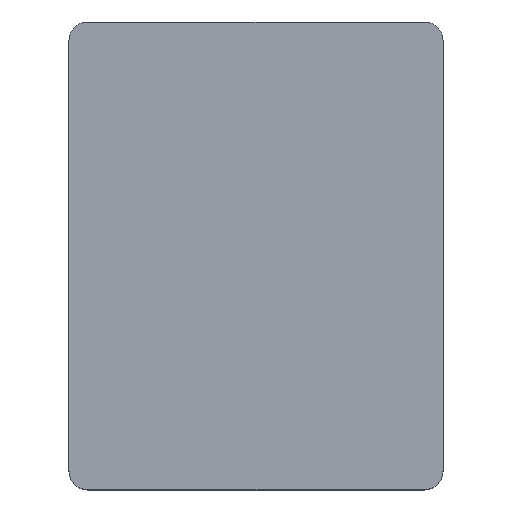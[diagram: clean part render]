
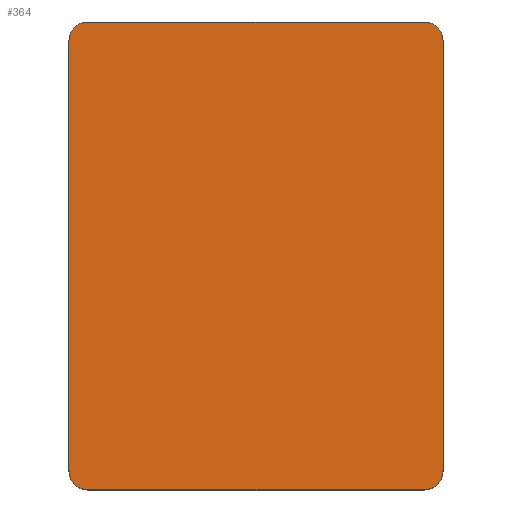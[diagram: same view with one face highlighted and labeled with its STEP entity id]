
A CAD part, top view. The second image highlights one B-rep face of the part: STEP entity #364.
In plain terms, the highlighted planar face has unit normal (0, 0, 1).
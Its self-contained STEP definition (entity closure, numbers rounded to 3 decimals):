
#27=CIRCLE('',#386,0.08);
#28=CIRCLE('',#387,0.08);
#29=CIRCLE('',#388,0.08);
#30=CIRCLE('',#389,0.08);
#63=ORIENTED_EDGE('',*,*,#123,.T.);
#64=ORIENTED_EDGE('',*,*,#132,.T.);
#65=ORIENTED_EDGE('',*,*,#125,.T.);
#66=ORIENTED_EDGE('',*,*,#133,.T.);
#67=ORIENTED_EDGE('',*,*,#111,.T.);
#68=ORIENTED_EDGE('',*,*,#134,.T.);
#69=ORIENTED_EDGE('',*,*,#115,.T.);
#70=ORIENTED_EDGE('',*,*,#135,.T.);
#111=EDGE_CURVE('',#147,#148,#169,.T.);
#115=EDGE_CURVE('',#151,#152,#173,.T.);
#123=EDGE_CURVE('',#158,#157,#181,.T.);
#125=EDGE_CURVE('',#159,#160,#183,.T.);
#132=EDGE_CURVE('',#157,#159,#27,.T.);
#133=EDGE_CURVE('',#160,#147,#28,.T.);
#134=EDGE_CURVE('',#148,#151,#29,.T.);
#135=EDGE_CURVE('',#152,#158,#30,.T.);
#147=VERTEX_POINT('',#490);
#148=VERTEX_POINT('',#491);
#151=VERTEX_POINT('',#499);
#152=VERTEX_POINT('',#500);
#157=VERTEX_POINT('',#513);
#158=VERTEX_POINT('',#515);
#159=VERTEX_POINT('',#519);
#160=VERTEX_POINT('',#520);
#169=LINE('',#489,#197);
#173=LINE('',#498,#201);
#181=LINE('',#514,#209);
#183=LINE('',#518,#211);
#197=VECTOR('',#414,1000.);
#201=VECTOR('',#420,1000.);
#209=VECTOR('',#430,1000.);
#211=VECTOR('',#434,1000.);
#226=EDGE_LOOP('',(#63,#64,#65,#66,#67,#68,#69,#70));
#240=FACE_BOUND('',#226,.T.);
#254=PLANE('',#385);
#364=ADVANCED_FACE('',(#240),#254,.T.);
#385=AXIS2_PLACEMENT_3D('',#531,#441,#442);
#386=AXIS2_PLACEMENT_3D('',#532,#443,#444);
#387=AXIS2_PLACEMENT_3D('',#533,#445,#446);
#388=AXIS2_PLACEMENT_3D('',#534,#447,#448);
#389=AXIS2_PLACEMENT_3D('',#535,#449,#450);
#414=DIRECTION('',(1.,0.,0.));
#420=DIRECTION('',(0.,1.,0.));
#430=DIRECTION('',(-1.,0.,0.));
#434=DIRECTION('',(0.,-1.,0.));
#441=DIRECTION('',(0.,0.,1.));
#442=DIRECTION('',(1.,0.,0.));
#443=DIRECTION('',(0.,0.,1.));
#444=DIRECTION('',(1.,0.,0.));
#445=DIRECTION('',(0.,0.,1.));
#446=DIRECTION('',(1.,0.,0.));
#447=DIRECTION('',(0.,0.,1.));
#448=DIRECTION('',(1.,0.,0.));
#449=DIRECTION('',(0.,0.,1.));
#450=DIRECTION('',(1.,0.,0.));
#489=CARTESIAN_POINT('',(-0.6,-1.,0.7));
#490=CARTESIAN_POINT('',(-0.72,-1.,0.7));
#491=CARTESIAN_POINT('',(0.72,-1.,0.7));
#498=CARTESIAN_POINT('',(0.8,-0.7,0.7));
#499=CARTESIAN_POINT('',(0.8,-0.92,0.7));
#500=CARTESIAN_POINT('',(0.8,0.92,0.7));
#513=CARTESIAN_POINT('',(-0.72,1.,0.7));
#514=CARTESIAN_POINT('',(0.6,1.,0.7));
#515=CARTESIAN_POINT('',(0.72,1.,0.7));
#518=CARTESIAN_POINT('',(-0.8,0.7,0.7));
#519=CARTESIAN_POINT('',(-0.8,0.92,0.7));
#520=CARTESIAN_POINT('',(-0.8,-0.92,0.7));
#531=CARTESIAN_POINT('',(0.,0.,0.7));
#532=CARTESIAN_POINT('',(-0.72,0.92,0.7));
#533=CARTESIAN_POINT('',(-0.72,-0.92,0.7));
#534=CARTESIAN_POINT('',(0.72,-0.92,0.7));
#535=CARTESIAN_POINT('',(0.72,0.92,0.7));
